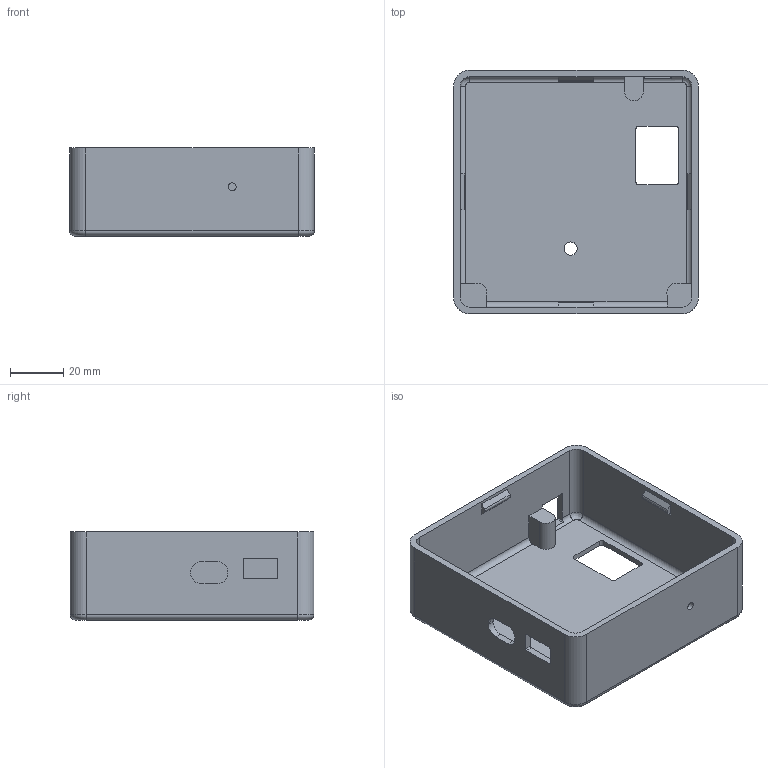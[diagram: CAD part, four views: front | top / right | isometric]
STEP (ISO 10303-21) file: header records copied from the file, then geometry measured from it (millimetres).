
FILE_DESCRIPTION(/* description */ (''),/* implementation_level */ '2;1');
FILE_NAME(/* name */ 'base.stp',/* time_stamp */ '2026-02-24T10:03:04+01:00',/* author */ ('stepa'),/* organization */ (''),/* preprocessor_version */ 'ST-DEVELOPER v20.1',/* originating_system */ 'Autodesk Inventor 2026',/* authorisation */ '');
FILE_SCHEMA (('AUTOMOTIVE_DESIGN { 1 0 10303 214 3 1 1 }'));
Length unit declared in the file: millimetre
Products named in the file (1): base
Bounding box: 92 x 91.5 x 33.1 mm (x, y, z)
Volume: 44642.1 mm3; surface area: 38385.2 mm2
Topology: 1 solids, 1 shells, 299 faces, 804 edges, 532 vertices
Faces by surface type: plane 182, bspline 66, cylinder 47, torus 4
Full cylindrical faces by diameter (mm): 3 x1, 5 x1
Entity records: 9714 total; most frequent: CARTESIAN_POINT 2502, ORIENTED_EDGE 1608, DIRECTION 1241, EDGE_CURVE 804, LINE 575, VECTOR 575, VERTEX_POINT 532, EDGE_LOOP 336
